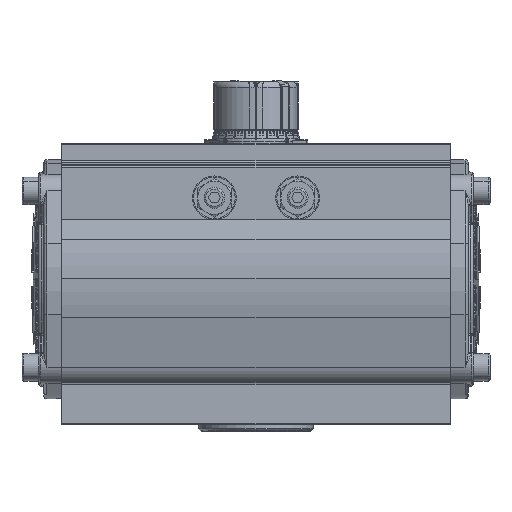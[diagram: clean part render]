
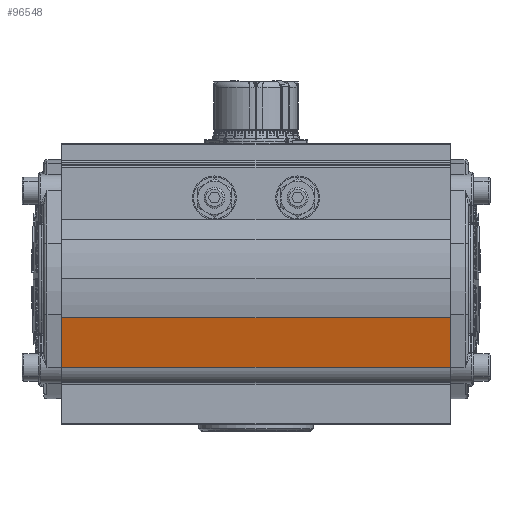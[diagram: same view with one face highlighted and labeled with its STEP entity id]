
A CAD part, top view. The second image highlights one B-rep face of the part: STEP entity #96548.
In plain terms, the highlighted face is planar.
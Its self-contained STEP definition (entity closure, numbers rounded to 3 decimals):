
#67228 = DIRECTION ( 'NONE',  ( -0.232, 0., 0.973 ) ) ;
#67230 = DIRECTION ( 'NONE',  ( -0.973, 0., -0.232 ) ) ;
#67232 = CARTESIAN_POINT ( 'NONE',  ( -26.514, -0.323, -55.014 ) ) ;
#67325 = AXIS2_PLACEMENT_3D ( 'NONE', #67232, #67230, #67228 ) ;
#67347 = PLANE ( 'NONE',  #67325 ) ;
#67354 = FACE_OUTER_BOUND ( 'NONE', #95927, .T. ) ;
#67697 = CARTESIAN_POINT ( 'NONE',  ( -32.171, 93.177, -31.272 ) ) ;
#67778 = CARTESIAN_POINT ( 'NONE',  ( -32.171, -93.823, -31.272 ) ) ;
#68710 = DIRECTION ( 'NONE',  ( 0.232, 0., -0.973 ) ) ;
#68712 = VECTOR ( 'NONE', #68710, 1000. ) ;
#68715 = CARTESIAN_POINT ( 'NONE',  ( -32.171, 93.177, -31.272 ) ) ;
#68718 = LINE ( 'NONE', #68715, #68712 ) ;
#68735 = CARTESIAN_POINT ( 'NONE',  ( -26.514, 93.177, -55.014 ) ) ;
#68851 = DIRECTION ( 'NONE',  ( 0., 1., 0. ) ) ;
#68854 = VECTOR ( 'NONE', #68851, 1000. ) ;
#68907 = CARTESIAN_POINT ( 'NONE',  ( -32.171, -0.323, -31.272 ) ) ;
#68909 = LINE ( 'NONE', #68907, #68854 ) ;
#69260 = CARTESIAN_POINT ( 'NONE',  ( -26.514, -93.823, -55.014 ) ) ;
#69301 = LINE ( 'NONE', #69422, #69419 ) ;
#69418 = DIRECTION ( 'NONE',  ( 0., 1., 0. ) ) ;
#69419 = VECTOR ( 'NONE', #69418, 1000. ) ;
#69422 = CARTESIAN_POINT ( 'NONE',  ( -26.514, -0.323, -55.014 ) ) ;
#71184 = DIRECTION ( 'NONE',  ( -0.232, 0., 0.973 ) ) ;
#71185 = VECTOR ( 'NONE', #71184, 1000. ) ;
#71219 = CARTESIAN_POINT ( 'NONE',  ( -26.514, -93.823, -55.014 ) ) ;
#71221 = LINE ( 'NONE', #71219, #71185 ) ;
#95927 = EDGE_LOOP ( 'NONE', ( #96619, #96504, #96866, #96903 ) ) ;
#96504 = ORIENTED_EDGE ( 'NONE', *, *, #96773, .F. ) ;
#96548 = ADVANCED_FACE ( 'NONE', ( #67354 ), #67347, .T. ) ;
#96604 = VERTEX_POINT ( 'NONE', #67697 ) ;
#96619 = ORIENTED_EDGE ( 'NONE', *, *, #96687, .T. ) ;
#96620 = VERTEX_POINT ( 'NONE', #67778 ) ;
#96686 = VERTEX_POINT ( 'NONE', #68735 ) ;
#96687 = EDGE_CURVE ( 'NONE', #96604, #96686, #68718, .T. ) ;
#96729 = EDGE_CURVE ( 'NONE', #96620, #96604, #68909, .T. ) ;
#96769 = VERTEX_POINT ( 'NONE', #69260 ) ;
#96773 = EDGE_CURVE ( 'NONE', #96769, #96686, #69301, .T. ) ;
#96866 = ORIENTED_EDGE ( 'NONE', *, *, #97072, .T. ) ;
#96903 = ORIENTED_EDGE ( 'NONE', *, *, #96729, .T. ) ;
#97072 = EDGE_CURVE ( 'NONE', #96769, #96620, #71221, .T. ) ;
